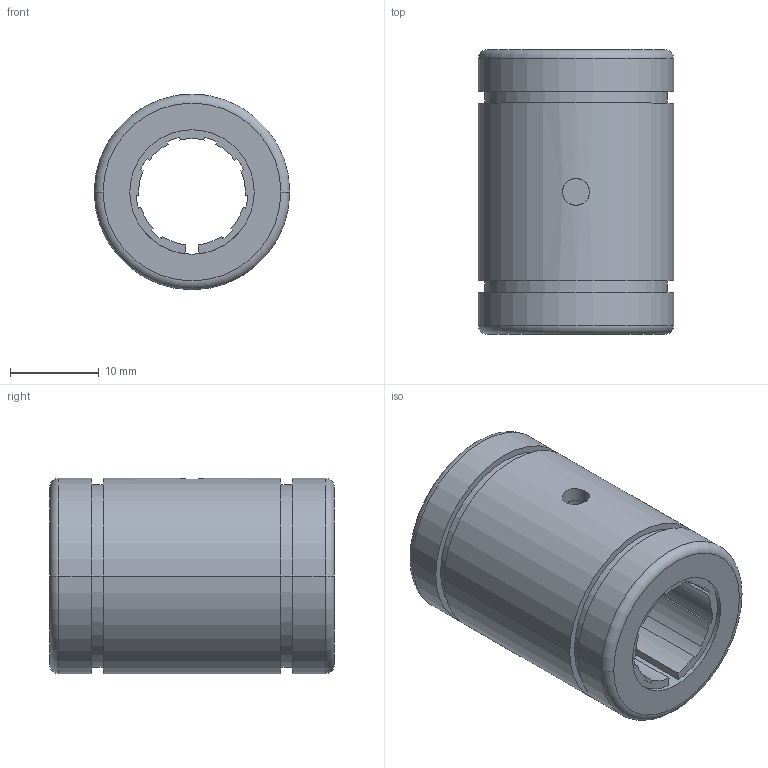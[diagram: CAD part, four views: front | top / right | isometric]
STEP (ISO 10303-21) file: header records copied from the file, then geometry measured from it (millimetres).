
FILE_DESCRIPTION(('STEP AP214'),'1');
FILE_NAME('cctmp_F8EFDF72-C6BB-43DE-BE6C-27AB50F1E8F2_2020_08_20_09_15_10_0939..stp','2020-08-20T07:15:11',('igus GmbH'),('CADClick - www.CADClick.com'),'Spatial InterOp 3D',' ','unknown authorization');
FILE_SCHEMA(('AUTOMOTIVE_DESIGN'));
Length unit declared in the file: millimetre
Products named in the file (1): 2020_08_20_09_15_10_0924
Bounding box: 22 x 32 x 22 mm (x, y, z)
Volume: 8136.8 mm3; surface area: 4505.3 mm2
Topology: 1 solids, 9 shells, 128 faces, 306 edges, 202 vertices
Faces by surface type: plane 66, cylinder 58, torus 4
Entity records: 4998 total; most frequent: CARTESIAN_POINT 873, DIRECTION 678, ORIENTED_EDGE 612, EDGE_CURVE 306, AXIS2_PLACEMENT_3D 253, VERTEX_POINT 202, LINE 172, VECTOR 172
